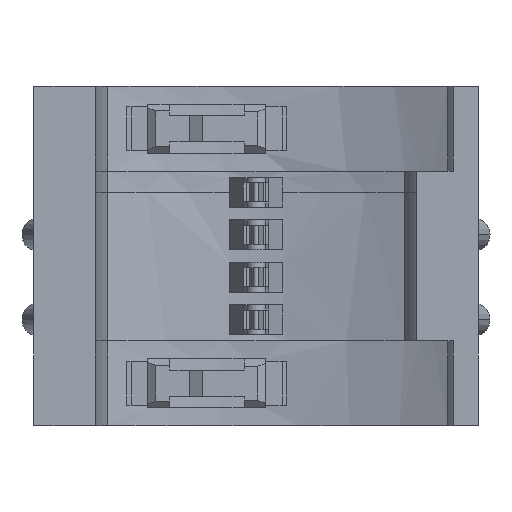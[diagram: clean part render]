
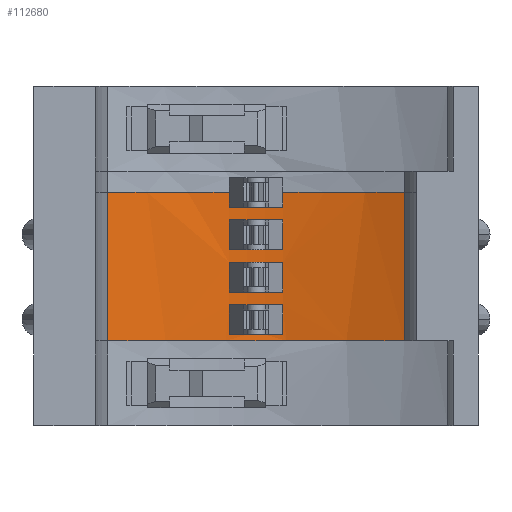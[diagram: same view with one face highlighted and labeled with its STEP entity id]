
A CAD part, front view. The second image highlights one B-rep face of the part: STEP entity #112680.
In plain terms, the highlighted cylindrical face has radius 77.2 mm (diameter 154.4 mm), a partial arc.
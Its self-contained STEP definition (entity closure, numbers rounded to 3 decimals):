
#100=CARTESIAN_POINT('',(5.16,-77.027,
88.425));
#110=VERTEX_POINT('',#100);
#280=CARTESIAN_POINT('',(5.16,-77.027,
82.725));
#290=VERTEX_POINT('',#280);
#320=CARTESIAN_POINT('',(5.16,-77.027,
89.65));
#330=DIRECTION('',(0.,0.,1.));
#340=VECTOR('',#330,1.);
#350=LINE('',#320,#340);
#360=EDGE_CURVE('',#290,#110,#350,.T.);
#8190=CARTESIAN_POINT('',(0.,0.,
88.425));
#8200=DIRECTION('',(0.,0.,1.));
#8210=DIRECTION('',(0.,-1.,0.));
#8220=AXIS2_PLACEMENT_3D('',#8190,#8200,#8210);
#8230=CIRCLE('',#8220,77.2);
#8240=CARTESIAN_POINT('',(-5.16,-77.027,
88.425));
#8250=VERTEX_POINT('',#8240);
#8260=EDGE_CURVE('',#8250,#110,#8230,.T.);
#8590=CARTESIAN_POINT('',(-5.16,-77.027,
82.725));
#8600=VERTEX_POINT('',#8590);
#8650=CARTESIAN_POINT('',(-5.16,-77.027,
89.65));
#8660=DIRECTION('',(0.,0.,1.));
#8670=VECTOR('',#8660,1.);
#8680=LINE('',#8650,#8670);
#8690=EDGE_CURVE('',#8600,#8250,#8680,.T.);
#9030=CARTESIAN_POINT('',(0.,0.,
82.725));
#9040=DIRECTION('',(0.,0.,1.));
#9050=DIRECTION('',(0.,-1.,0.));
#9060=AXIS2_PLACEMENT_3D('',#9030,#9040,#9050);
#9070=CIRCLE('',#9060,77.2);
#9080=EDGE_CURVE('',#8600,#290,#9070,.T.);
#13090=CARTESIAN_POINT('',(0.,0.,
63.975));
#13100=DIRECTION('',(0.,0.,1.));
#13110=DIRECTION('',(0.,-1.,0.));
#13120=AXIS2_PLACEMENT_3D('',#13090,#13100,#13110);
#13130=CIRCLE('',#13120,77.2);
#13140=CARTESIAN_POINT('',(-5.16,-77.027,
63.975));
#13150=VERTEX_POINT('',#13140);
#13160=CARTESIAN_POINT('',(5.16,-77.027,
63.975));
#13170=VERTEX_POINT('',#13160);
#13180=EDGE_CURVE('',#13150,#13170,#13130,.T.);
#17130=CARTESIAN_POINT('',(0.,0.,
80.275));
#17140=DIRECTION('',(0.,0.,1.));
#17150=DIRECTION('',(0.,-1.,0.));
#17160=AXIS2_PLACEMENT_3D('',#17130,#17140,#17150);
#17170=CIRCLE('',#17160,77.2);
#17180=CARTESIAN_POINT('',(-5.16,-77.027,
80.275));
#17190=VERTEX_POINT('',#17180);
#17200=CARTESIAN_POINT('',(5.16,-77.027,
80.275));
#17210=VERTEX_POINT('',#17200);
#17220=EDGE_CURVE('',#17190,#17210,#17170,.T.);
#25780=CARTESIAN_POINT('',(0.,0.,
72.125));
#25790=DIRECTION('',(0.,0.,1.));
#25800=DIRECTION('',(0.,-1.,0.));
#25810=AXIS2_PLACEMENT_3D('',#25780,#25790,#25800);
#25820=CIRCLE('',#25810,77.2);
#25830=CARTESIAN_POINT('',(-5.16,-77.027,
72.125));
#25840=VERTEX_POINT('',#25830);
#25850=CARTESIAN_POINT('',(5.16,-77.027,
72.125));
#25860=VERTEX_POINT('',#25850);
#25870=EDGE_CURVE('',#25840,#25860,#25820,.T.);
#30270=CARTESIAN_POINT('',(-28.491,-71.75,
89.65));
#30280=VERTEX_POINT('',#30270);
#31440=CARTESIAN_POINT('',(0.,0.,
89.65));
#31450=DIRECTION('',(0.,0.,1.));
#31460=DIRECTION('',(0.,-1.,0.));
#31470=AXIS2_PLACEMENT_3D('',#31440,#31450,#31460);
#31480=CIRCLE('',#31470,77.2);
#31490=CARTESIAN_POINT('',(28.491,-71.75,
89.65));
#31500=VERTEX_POINT('',#31490);
#31510=EDGE_CURVE('',#30280,#31500,#31480,.T.);
#111600=CARTESIAN_POINT('',(0.,0.,
65.2));
#111610=DIRECTION('',(0.,0.,1.));
#111620=DIRECTION('',(0.,-1.,0.));
#111630=AXIS2_PLACEMENT_3D('',#111600,#111610,#111620);
#111640=CYLINDRICAL_SURFACE('',#111630,77.2);
#111650=CARTESIAN_POINT('',(-5.16,-77.027,
65.2));
#111660=DIRECTION('',(0.,0.,1.));
#111670=VECTOR('',#111660,1.);
#111680=LINE('',#111650,#111670);
#111690=CARTESIAN_POINT('',(-5.16,-77.027,
61.125));
#111700=VERTEX_POINT('',#111690);
#111710=EDGE_CURVE('',#111700,#13150,#111680,.T.);
#111720=ORIENTED_EDGE('',*,*,#111710,.F.);
#111730=ORIENTED_EDGE('',*,*,#13180,.F.);
#111740=CARTESIAN_POINT('',(5.16,-77.027,
65.2));
#111750=DIRECTION('',(0.,0.,1.));
#111760=VECTOR('',#111750,1.);
#111770=LINE('',#111740,#111760);
#111780=CARTESIAN_POINT('',(5.16,-77.027,
61.125));
#111790=VERTEX_POINT('',#111780);
#111800=EDGE_CURVE('',#111790,#13170,#111770,.T.);
#111810=ORIENTED_EDGE('',*,*,#111800,.T.);
#111820=CARTESIAN_POINT('',(0.,0.,
61.125));
#111830=DIRECTION('',(0.,0.,1.));
#111840=DIRECTION('',(0.,-1.,0.));
#111850=AXIS2_PLACEMENT_3D('',#111820,#111830,#111840);
#111860=CIRCLE('',#111850,77.2);
#111870=CARTESIAN_POINT('',(28.491,-71.75,
61.125));
#111880=VERTEX_POINT('',#111870);
#111890=EDGE_CURVE('',#111790,#111880,#111860,.T.);
#111900=ORIENTED_EDGE('',*,*,#111890,.F.);
#111910=CARTESIAN_POINT('',(28.491,-71.75,
65.2));
#111920=DIRECTION('',(0.,0.,-1.));
#111930=VECTOR('',#111920,1.);
#111940=LINE('',#111910,#111930);
#111950=EDGE_CURVE('',#31500,#111880,#111940,.T.);
#111960=ORIENTED_EDGE('',*,*,#111950,.T.);
#111970=ORIENTED_EDGE('',*,*,#31510,.T.);
#111980=CARTESIAN_POINT('',(-28.491,-71.75,
65.2));
#111990=DIRECTION('',(0.,0.,-1.));
#112000=VECTOR('',#111990,1.);
#112010=LINE('',#111980,#112000);
#112020=CARTESIAN_POINT('',(-28.491,-71.75,
61.125));
#112030=VERTEX_POINT('',#112020);
#112040=EDGE_CURVE('',#30280,#112030,#112010,.T.);
#112050=ORIENTED_EDGE('',*,*,#112040,.F.);
#112060=EDGE_CURVE('',#112030,#111700,#111860,.T.);
#112070=ORIENTED_EDGE('',*,*,#112060,.F.);
#112080=EDGE_LOOP('',(#112070,#112050,#111970,#111960,#111900,#111810,
#111730,#111720));
#112090=FACE_OUTER_BOUND('',#112080,.T.);
#112100=ORIENTED_EDGE('',*,*,#8690,.F.);
#112110=ORIENTED_EDGE('',*,*,#8260,.F.);
#112120=ORIENTED_EDGE('',*,*,#360,.T.);
#112130=ORIENTED_EDGE('',*,*,#9080,.T.);
#112140=EDGE_LOOP('',(#112130,#112120,#112110,#112100));
#112150=FACE_BOUND('',#112140,.T.);
#112160=ORIENTED_EDGE('',*,*,#17220,.F.);
#112170=CARTESIAN_POINT('',(5.16,-77.027,
65.2));
#112180=DIRECTION('',(0.,0.,1.));
#112190=VECTOR('',#112180,1.);
#112200=LINE('',#112170,#112190);
#112210=CARTESIAN_POINT('',(5.16,-77.027,
74.575));
#112220=VERTEX_POINT('',#112210);
#112230=EDGE_CURVE('',#112220,#17210,#112200,.T.);
#112240=ORIENTED_EDGE('',*,*,#112230,.T.);
#112250=CARTESIAN_POINT('',(0.,0.,
74.575));
#112260=DIRECTION('',(0.,0.,1.));
#112270=DIRECTION('',(0.,-1.,0.));
#112280=AXIS2_PLACEMENT_3D('',#112250,#112260,#112270);
#112290=CIRCLE('',#112280,77.2);
#112300=CARTESIAN_POINT('',(-5.16,-77.027,
74.575));
#112310=VERTEX_POINT('',#112300);
#112320=EDGE_CURVE('',#112310,#112220,#112290,.T.);
#112330=ORIENTED_EDGE('',*,*,#112320,.T.);
#112340=CARTESIAN_POINT('',(-5.16,-77.027,
65.2));
#112350=DIRECTION('',(0.,0.,1.));
#112360=VECTOR('',#112350,1.);
#112370=LINE('',#112340,#112360);
#112380=EDGE_CURVE('',#112310,#17190,#112370,.T.);
#112390=ORIENTED_EDGE('',*,*,#112380,.F.);
#112400=EDGE_LOOP('',(#112390,#112330,#112240,#112160));
#112410=FACE_BOUND('',#112400,.T.);
#112420=CARTESIAN_POINT('',(-5.16,-77.027,
65.2));
#112430=DIRECTION('',(0.,0.,1.));
#112440=VECTOR('',#112430,1.);
#112450=LINE('',#112420,#112440);
#112460=CARTESIAN_POINT('',(-5.16,-77.027,
66.425));
#112470=VERTEX_POINT('',#112460);
#112480=EDGE_CURVE('',#112470,#25840,#112450,.T.);
#112490=ORIENTED_EDGE('',*,*,#112480,.F.);
#112500=ORIENTED_EDGE('',*,*,#25870,.F.);
#112510=CARTESIAN_POINT('',(5.16,-77.027,
65.2));
#112520=DIRECTION('',(0.,0.,1.));
#112530=VECTOR('',#112520,1.);
#112540=LINE('',#112510,#112530);
#112550=CARTESIAN_POINT('',(5.16,-77.027,
66.425));
#112560=VERTEX_POINT('',#112550);
#112570=EDGE_CURVE('',#112560,#25860,#112540,.T.);
#112580=ORIENTED_EDGE('',*,*,#112570,.T.);
#112590=CARTESIAN_POINT('',(0.,0.,
66.425));
#112600=DIRECTION('',(0.,0.,1.));
#112610=DIRECTION('',(0.,-1.,0.));
#112620=AXIS2_PLACEMENT_3D('',#112590,#112600,#112610);
#112630=CIRCLE('',#112620,77.2);
#112640=EDGE_CURVE('',#112470,#112560,#112630,.T.);
#112650=ORIENTED_EDGE('',*,*,#112640,.T.);
#112660=EDGE_LOOP('',(#112650,#112580,#112500,#112490));
#112670=FACE_BOUND('',#112660,.T.);
#112680=ADVANCED_FACE('',(#112090,#112150,#112410,#112670),#111640,.F.);
